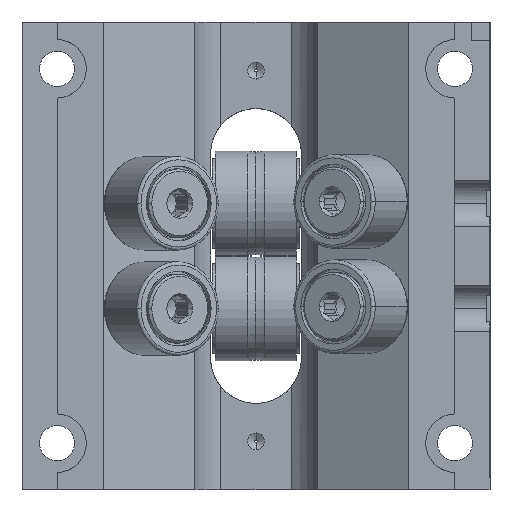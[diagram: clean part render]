
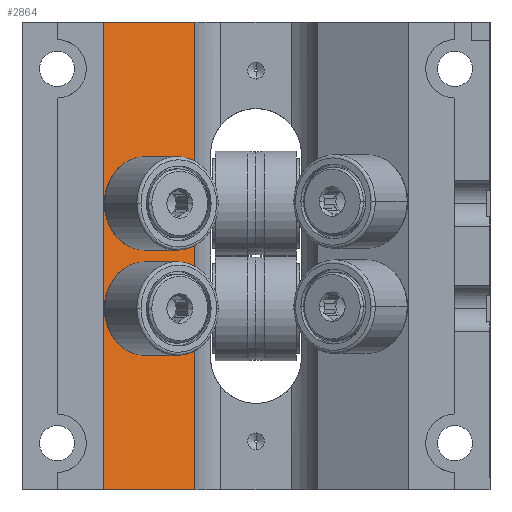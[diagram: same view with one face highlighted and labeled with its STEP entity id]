
A CAD part, front view. The second image highlights one B-rep face of the part: STEP entity #2864.
In plain terms, the highlighted planar face has unit normal (0.5, -0.866, 0).
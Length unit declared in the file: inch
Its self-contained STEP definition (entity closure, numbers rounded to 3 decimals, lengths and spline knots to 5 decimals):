
#817 = CARTESIAN_POINT ( 'NONE',  ( -0.61567, -0.05962, 0.281 ) ) ;
#936 = CIRCLE ( 'NONE', #3320, 0.09625 ) ;
#1148 = ORIENTED_EDGE ( 'NONE', *, *, #9239, .T. ) ;
#1209 = AXIS2_PLACEMENT_3D ( 'NONE', #17757, #16266, #6196 ) ;
#1217 = PLANE ( 'NONE',  #6152 ) ;
#2055 = DIRECTION ( 'NONE',  ( 0., 0., 1. ) ) ;
#2338 = FACE_BOUND ( 'NONE', #11912, .T. ) ;
#2864 = ADVANCED_FACE ( 'NONE', ( #9412, #2338, #11099 ), #1217, .T. ) ;
#3090 = VERTEX_POINT ( 'NONE', #3173 ) ;
#3133 = LINE ( 'NONE', #8804, #18087 ) ;
#3173 = CARTESIAN_POINT ( 'NONE',  ( -0.81551, -0.175, 1.25 ) ) ;
#3307 = DIRECTION ( 'NONE',  ( 0.866, 0.5, 0. ) ) ;
#3320 = AXIS2_PLACEMENT_3D ( 'NONE', #817, #10603, #6483 ) ;
#3332 = EDGE_CURVE ( 'NONE', #3090, #8118, #3133, .T. ) ;
#3544 = LINE ( 'NONE', #9134, #4005 ) ;
#3825 = CARTESIAN_POINT ( 'NONE',  ( -0.53232, -0.0115, -0.281 ) ) ;
#4005 = VECTOR ( 'NONE', #13246, 39.37008 ) ;
#4964 = DIRECTION ( 'NONE',  ( -0.5, 0.866, 0. ) ) ;
#5011 = VERTEX_POINT ( 'NONE', #3825 ) ;
#5653 = CARTESIAN_POINT ( 'NONE',  ( -0.81551, -0.175, -1.25 ) ) ;
#6047 = CIRCLE ( 'NONE', #10520, 0.09625 ) ;
#6059 = EDGE_CURVE ( 'NONE', #6391, #5011, #12214, .T. ) ;
#6152 = AXIS2_PLACEMENT_3D ( 'NONE', #15192, #16790, #11007 ) ;
#6196 = DIRECTION ( 'NONE',  ( 0.866, 0.5, 0. ) ) ;
#6245 = LINE ( 'NONE', #14819, #11754 ) ;
#6391 = VERTEX_POINT ( 'NONE', #14478 ) ;
#6483 = DIRECTION ( 'NONE',  ( 0.866, 0.5, 0. ) ) ;
#6637 = VERTEX_POINT ( 'NONE', #13129 ) ;
#6963 = AXIS2_PLACEMENT_3D ( 'NONE', #13184, #4964, #10382 ) ;
#7200 = ORIENTED_EDGE ( 'NONE', *, *, #8512, .T. ) ;
#8118 = VERTEX_POINT ( 'NONE', #11266 ) ;
#8512 = EDGE_CURVE ( 'NONE', #6637, #12839, #936, .T. ) ;
#8804 = CARTESIAN_POINT ( 'NONE',  ( -0.81551, -0.175, 1.25 ) ) ;
#9134 = CARTESIAN_POINT ( 'NONE',  ( -0.32658, 0.10729, -1.25 ) ) ;
#9239 = EDGE_CURVE ( 'NONE', #12839, #6637, #6047, .T. ) ;
#9412 = FACE_BOUND ( 'NONE', #17689, .T. ) ;
#9977 = CARTESIAN_POINT ( 'NONE',  ( -0.32658, 0.10729, -1.25 ) ) ;
#10289 = VECTOR ( 'NONE', #14496, 39.37008 ) ;
#10382 = DIRECTION ( 'NONE',  ( 0.866, 0.5, 0. ) ) ;
#10479 = ORIENTED_EDGE ( 'NONE', *, *, #6059, .T. ) ;
#10520 = AXIS2_PLACEMENT_3D ( 'NONE', #13354, #10740, #14655 ) ;
#10603 = DIRECTION ( 'NONE',  ( -0.5, 0.866, 0. ) ) ;
#10740 = DIRECTION ( 'NONE',  ( -0.5, 0.866, 0. ) ) ;
#10928 = EDGE_CURVE ( 'NONE', #13053, #8118, #3544, .T. ) ;
#11007 = DIRECTION ( 'NONE',  ( 0.866, 0.5, 0. ) ) ;
#11025 = EDGE_CURVE ( 'NONE', #18116, #3090, #6245, .T. ) ;
#11099 = FACE_OUTER_BOUND ( 'NONE', #11726, .T. ) ;
#11266 = CARTESIAN_POINT ( 'NONE',  ( -0.32658, 0.10729, 1.25 ) ) ;
#11726 = EDGE_LOOP ( 'NONE', ( #18122, #17143, #14536, #15121 ) ) ;
#11754 = VECTOR ( 'NONE', #2055, 39.37008 ) ;
#11912 = EDGE_LOOP ( 'NONE', ( #7200, #1148 ) ) ;
#12214 = CIRCLE ( 'NONE', #1209, 0.09625 ) ;
#12312 = CARTESIAN_POINT ( 'NONE',  ( -0.69903, -0.10775, 0.281 ) ) ;
#12634 = CIRCLE ( 'NONE', #6963, 0.09625 ) ;
#12839 = VERTEX_POINT ( 'NONE', #12312 ) ;
#13053 = VERTEX_POINT ( 'NONE', #9977 ) ;
#13129 = CARTESIAN_POINT ( 'NONE',  ( -0.53232, -0.0115, 0.281 ) ) ;
#13184 = CARTESIAN_POINT ( 'NONE',  ( -0.61567, -0.05962, -0.281 ) ) ;
#13246 = DIRECTION ( 'NONE',  ( 0., 0., 1. ) ) ;
#13354 = CARTESIAN_POINT ( 'NONE',  ( -0.61567, -0.05962, 0.281 ) ) ;
#13468 = EDGE_CURVE ( 'NONE', #18116, #13053, #15988, .T. ) ;
#14478 = CARTESIAN_POINT ( 'NONE',  ( -0.69903, -0.10775, -0.281 ) ) ;
#14496 = DIRECTION ( 'NONE',  ( 0.866, 0.5, 0. ) ) ;
#14536 = ORIENTED_EDGE ( 'NONE', *, *, #13468, .T. ) ;
#14655 = DIRECTION ( 'NONE',  ( 0.866, 0.5, 0. ) ) ;
#14671 = CARTESIAN_POINT ( 'NONE',  ( -0.81551, -0.175, -1.25 ) ) ;
#14819 = CARTESIAN_POINT ( 'NONE',  ( -0.81551, -0.175, -1.25 ) ) ;
#15121 = ORIENTED_EDGE ( 'NONE', *, *, #10928, .T. ) ;
#15192 = CARTESIAN_POINT ( 'NONE',  ( -0.81551, -0.175, -1.25 ) ) ;
#15988 = LINE ( 'NONE', #14671, #10289 ) ;
#16266 = DIRECTION ( 'NONE',  ( -0.5, 0.866, 0. ) ) ;
#16317 = ORIENTED_EDGE ( 'NONE', *, *, #17202, .T. ) ;
#16790 = DIRECTION ( 'NONE',  ( 0.5, -0.866, 0. ) ) ;
#17143 = ORIENTED_EDGE ( 'NONE', *, *, #11025, .F. ) ;
#17202 = EDGE_CURVE ( 'NONE', #5011, #6391, #12634, .T. ) ;
#17689 = EDGE_LOOP ( 'NONE', ( #16317, #10479 ) ) ;
#17757 = CARTESIAN_POINT ( 'NONE',  ( -0.61567, -0.05962, -0.281 ) ) ;
#18087 = VECTOR ( 'NONE', #3307, 39.37008 ) ;
#18116 = VERTEX_POINT ( 'NONE', #5653 ) ;
#18122 = ORIENTED_EDGE ( 'NONE', *, *, #3332, .F. ) ;
